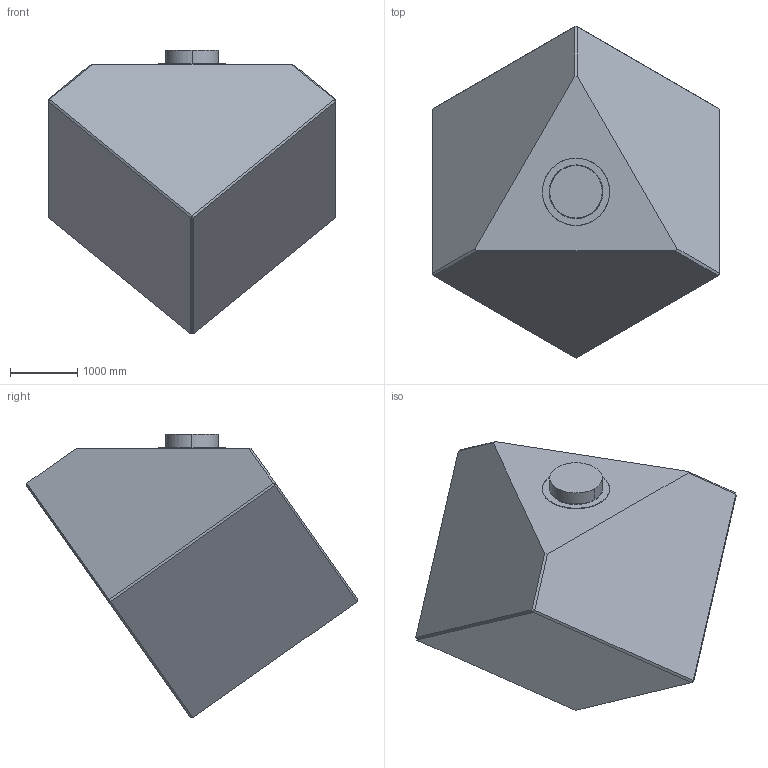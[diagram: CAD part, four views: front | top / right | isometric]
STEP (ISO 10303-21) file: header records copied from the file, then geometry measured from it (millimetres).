
FILE_DESCRIPTION(/* description */ (''),/* implementation_level */ '2;1');
FILE_NAME(/* name */ 'Edge_Parete-Soffitto_21,5_3D',/* time_stamp */ '2011-11-22T14:07:31+01:00',/* author */ (''),/* organization */ (''),/* preprocessor_version */ 'ST-DEVELOPER v10',/* originating_system */ '',/* authorisation */ '');
FILE_SCHEMA (('CONFIG_CONTROL_DESIGN'));
Length unit declared in the file: centimetre
Products named in the file (1): 1
Bounding box: 4270.93 x 4931.64 x 4216.28 mm (x, y, z)
Volume: 2069576731.9 mm3; surface area: 107638557.7 mm2
Topology: 3 solids, 3 shells, 95 faces, 227 edges, 140 vertices
Faces by surface type: plane 59, bspline 36
Entity records: 3277 total; most frequent: CARTESIAN_POINT 1742, ORIENTED_EDGE 446, EDGE_CURVE 223, B_SPLINE_CURVE_WITH_KNOTS 156, VERTEX_POINT 140, EDGE_LOOP 101, ADVANCED_FACE 95, FACE_OUTER_BOUND 95
